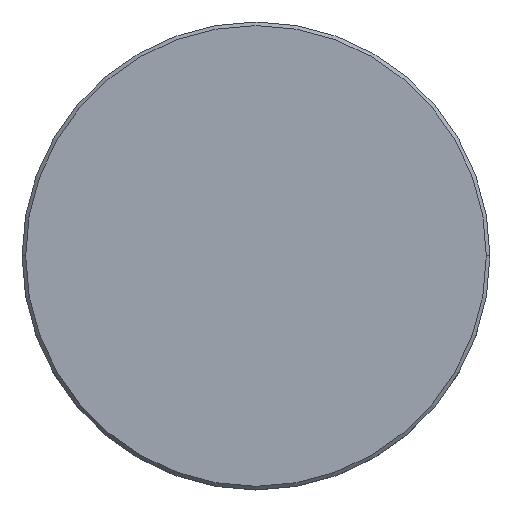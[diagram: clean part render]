
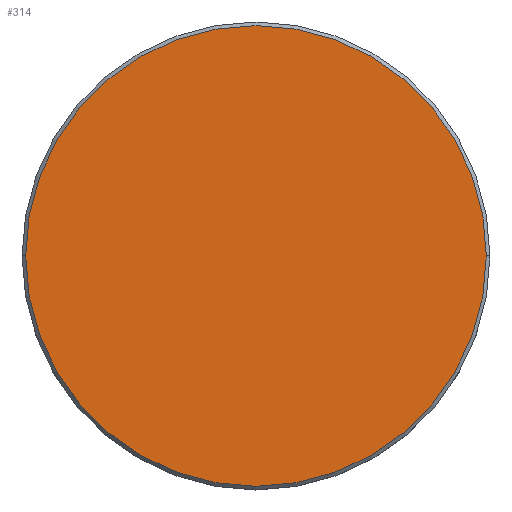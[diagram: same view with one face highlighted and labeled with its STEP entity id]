
A CAD part, top view. The second image highlights one B-rep face of the part: STEP entity #314.
In plain terms, the highlighted planar face has unit normal (0, 0, 1).
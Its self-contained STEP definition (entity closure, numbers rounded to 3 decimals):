
#81 = PLANE ( 'NONE',  #318 ) ;
#106 = EDGE_LOOP ( 'NONE', ( #608, #210 ) ) ;
#163 = FACE_OUTER_BOUND ( 'NONE', #106, .T. ) ;
#210 = ORIENTED_EDGE ( 'NONE', *, *, #744, .T. ) ;
#212 = DIRECTION ( 'NONE',  ( 0., 0., 1. ) ) ;
#263 = AXIS2_PLACEMENT_3D ( 'NONE', #508, #212, #859 ) ;
#314 = ADVANCED_FACE ( 'NONE', ( #163 ), #81, .T. ) ;
#318 = AXIS2_PLACEMENT_3D ( 'NONE', #447, #788, #808 ) ;
#385 = DIRECTION ( 'NONE',  ( 1., 0., 0. ) ) ;
#447 = CARTESIAN_POINT ( 'NONE',  ( 0., 0., 0. ) ) ;
#508 = CARTESIAN_POINT ( 'NONE',  ( 0., 0., 0. ) ) ;
#548 = DIRECTION ( 'NONE',  ( 0., 0., 1. ) ) ;
#562 = CARTESIAN_POINT ( 'NONE',  ( 0., 0., 0. ) ) ;
#608 = ORIENTED_EDGE ( 'NONE', *, *, #1169, .T. ) ;
#611 = CIRCLE ( 'NONE', #752, 32. ) ;
#744 = EDGE_CURVE ( 'NONE', #1007, #1073, #775, .T. ) ;
#752 = AXIS2_PLACEMENT_3D ( 'NONE', #562, #548, #385 ) ;
#775 = CIRCLE ( 'NONE', #263, 32. ) ;
#788 = DIRECTION ( 'NONE',  ( 0., 0., 1. ) ) ;
#801 = CARTESIAN_POINT ( 'NONE',  ( 32., 0., 0. ) ) ;
#808 = DIRECTION ( 'NONE',  ( 1., 0., 0. ) ) ;
#859 = DIRECTION ( 'NONE',  ( 1., 0., 0. ) ) ;
#911 = CARTESIAN_POINT ( 'NONE',  ( -32., 0., 0. ) ) ;
#1007 = VERTEX_POINT ( 'NONE', #801 ) ;
#1073 = VERTEX_POINT ( 'NONE', #911 ) ;
#1169 = EDGE_CURVE ( 'NONE', #1073, #1007, #611, .T. ) ;
